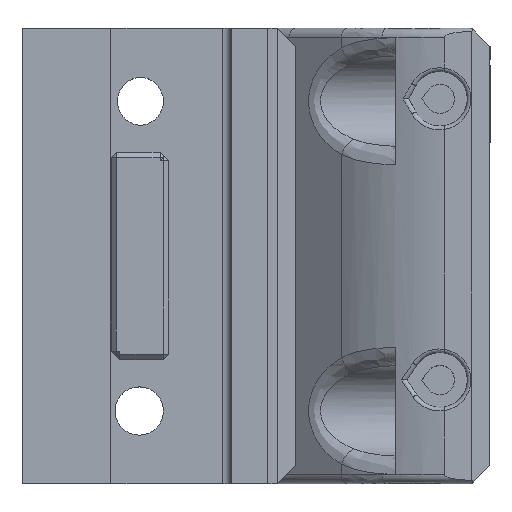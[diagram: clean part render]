
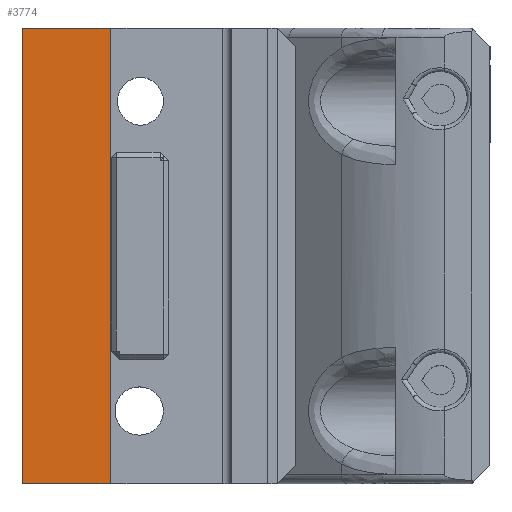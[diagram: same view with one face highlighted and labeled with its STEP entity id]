
A CAD part, top view. The second image highlights one B-rep face of the part: STEP entity #3774.
In plain terms, the highlighted planar face has unit normal (0, 0, 1).
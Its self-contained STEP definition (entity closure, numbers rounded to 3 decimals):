
#267=LINE('',#6645,#659);
#275=LINE('',#6662,#667);
#298=LINE('',#6714,#690);
#359=LINE('',#6856,#751);
#659=VECTOR('',#4702,10.);
#667=VECTOR('',#4714,10.);
#690=VECTOR('',#4765,10.);
#751=VECTOR('',#4874,10.);
#951=PLANE('',#4087);
#1157=FACE_OUTER_BOUND('',#1396,.T.);
#1396=EDGE_LOOP('',(#3191,#3192,#3193,#3194));
#1855=VERTEX_POINT('',#6642);
#1856=VERTEX_POINT('',#6644);
#1863=VERTEX_POINT('',#6660);
#1878=VERTEX_POINT('',#6713);
#2293=EDGE_CURVE('',#1855,#1856,#267,.T.);
#2302=EDGE_CURVE('',#1863,#1855,#275,.T.);
#2327=EDGE_CURVE('',#1856,#1878,#298,.T.);
#2398=EDGE_CURVE('',#1863,#1878,#359,.T.);
#3191=ORIENTED_EDGE('',*,*,#2327,.F.);
#3192=ORIENTED_EDGE('',*,*,#2293,.F.);
#3193=ORIENTED_EDGE('',*,*,#2302,.F.);
#3194=ORIENTED_EDGE('',*,*,#2398,.T.);
#3774=ADVANCED_FACE('',(#1157),#951,.F.);
#4087=AXIS2_PLACEMENT_3D('',#6855,#4872,#4873);
#4702=DIRECTION('',(0.,1.,0.));
#4714=DIRECTION('',(-1.,0.,0.));
#4765=DIRECTION('',(1.,0.,0.));
#4872=DIRECTION('center_axis',(0.,0.,
-1.));
#4873=DIRECTION('ref_axis',(0.,1.,0.));
#4874=DIRECTION('',(0.,1.,0.));
#6642=CARTESIAN_POINT('',(-8.107,12.501,2.043));
#6644=CARTESIAN_POINT('',(-8.107,62.501,2.043));
#6645=CARTESIAN_POINT('',(-8.107,25.001,2.043));
#6660=CARTESIAN_POINT('',(1.656,12.501,2.043));
#6662=CARTESIAN_POINT('',(-5.107,12.501,2.043));
#6713=CARTESIAN_POINT('',(1.656,62.501,2.043));
#6714=CARTESIAN_POINT('',(-15.107,62.501,2.043));
#6855=CARTESIAN_POINT('Origin',(-1.611,37.501,2.043));
#6856=CARTESIAN_POINT('',(1.656,25.001,2.043));
